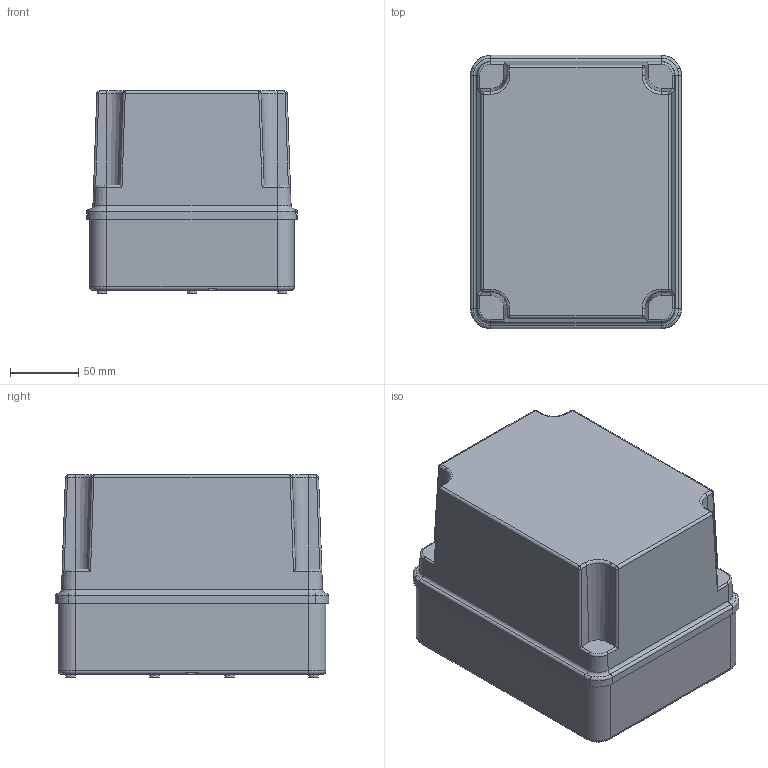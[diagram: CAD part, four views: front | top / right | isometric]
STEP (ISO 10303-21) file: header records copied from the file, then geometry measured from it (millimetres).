
FILE_DESCRIPTION((''),'2;1');
FILE_NAME('GW44217_ASM','2020-07-23T23:22:51',('user'),('Technoprobe spa'),'CREO PARAMETRIC BY PTC INC, 2019471','CREO PARAMETRIC BY PTC INC, 2019471','');
FILE_SCHEMA(('CONFIG_CONTROL_DESIGN'));
Length unit declared in the file: millimetre
Products named in the file (3): 55910350A2XX_TAB_COPERCHIO_ALTO; 55910699I2X2_TABELLA_FONDO_190_; GW44217_ASM
Assembly tree (2 placements, depth 2):
  GW44217_ASM
    55910350A2XX_TAB_COPERCHIO_ALTO
    55910699I2X2_TABELLA_FONDO_190_
Bounding box: 154.2 x 200.2 x 148 mm (x, y, z)
Volume: 495741.9 mm3; surface area: 325329.9 mm2
Topology: 2 solids, 2 shells, 664 faces, 1898 edges, 1247 vertices
Faces by surface type: plane 318, cylinder 191, cone 112, torus 23, bspline 16, sphere 4
Entity records: 23994 total; most frequent: CARTESIAN_POINT 6959, ORIENTED_EDGE 3772, DIRECTION 3243, EDGE_CURVE 1886, VERTEX_POINT 1251, VECTOR 1139, LINE 1139, AXIS2_PLACEMENT_3D 1052
